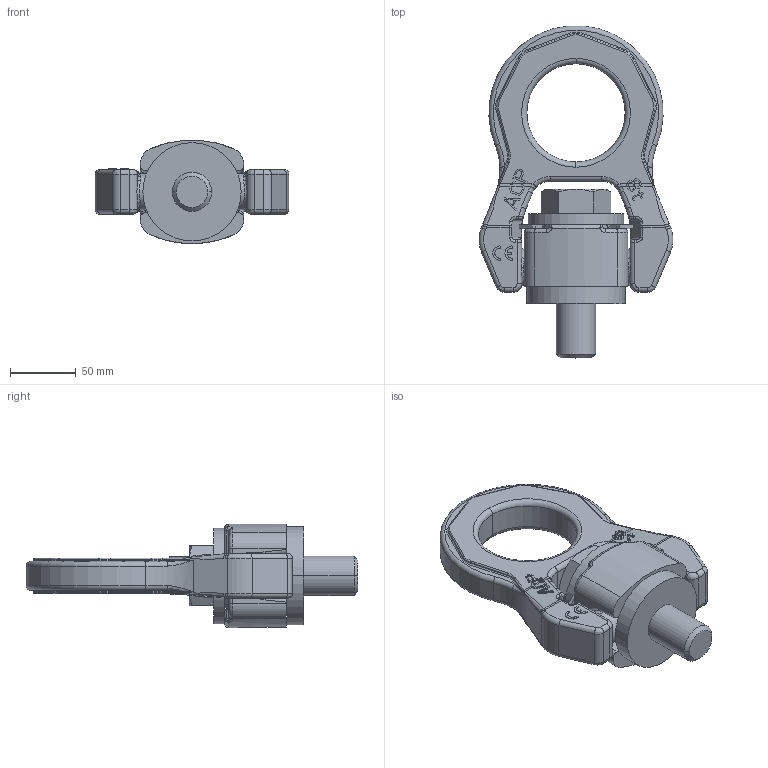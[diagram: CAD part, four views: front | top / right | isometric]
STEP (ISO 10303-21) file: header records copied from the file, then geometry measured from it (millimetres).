
FILE_DESCRIPTION((''),'2;1');
FILE_NAME('001-M35816-P-1_ASM','2019-06-24T',('anja.joas'),(''),'PRO/ENGINEER BY PARAMETRIC TECHNOLOGY CORPORATION, 2011490','PRO/ENGINEER BY PARAMETRIC TECHNOLOGY CORPORATION, 2011490','');
FILE_SCHEMA(('CONFIG_CONTROL_DESIGN'));
Length unit declared in the file: millimetre
Products named in the file (5): 001-M35816-P-20; 001-M35816-P-30; 001-M35816-P-60; 001-M31123-P-1_; 001-M35816-P-1_ASM
Assembly tree (4 placements, depth 2):
  001-M35816-P-1_ASM
    001-M35816-P-20
    001-M35816-P-30
    001-M35816-P-60
    001-M31123-P-1_
Bounding box: 147.88 x 253.26 x 78.76 mm (x, y, z)
Volume: 773383.3 mm3; surface area: 131992.7 mm2
Topology: 5 solids, 5 shells, 910 faces, 2377 edges, 1495 vertices
Faces by surface type: plane 519, cylinder 202, bspline 94, torus 84, cone 10, extrusion 1
Entity records: 32157 total; most frequent: CARTESIAN_POINT 10171, ORIENTED_EDGE 4750, DIRECTION 4314, EDGE_CURVE 2375, VECTOR 1612, LINE 1611, VERTEX_POINT 1495, AXIS2_PLACEMENT_3D 1351
